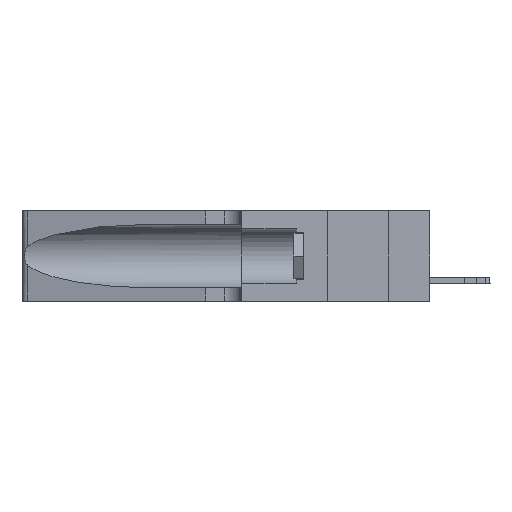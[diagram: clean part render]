
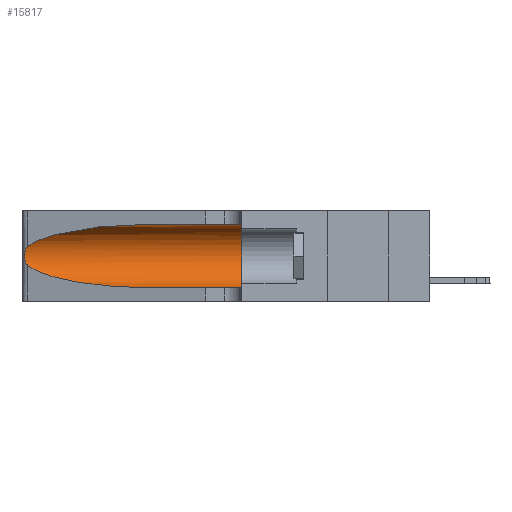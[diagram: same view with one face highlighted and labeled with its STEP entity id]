
A CAD part, left-side view. The second image highlights one B-rep face of the part: STEP entity #15817.
In plain terms, the highlighted cylindrical face has radius 3.308 mm (diameter 6.617 mm), a partial arc.
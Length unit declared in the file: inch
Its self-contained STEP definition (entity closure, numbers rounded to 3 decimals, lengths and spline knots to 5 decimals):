
#52 = LINE ( 'NONE', #5574, #18913 ) ;
#396 = FACE_OUTER_BOUND ( 'NONE', #24590, .T. ) ;
#633 = CARTESIAN_POINT ( 'NONE',  ( 0.1305, 1.61858, 0.185 ) ) ;
#1716 = CARTESIAN_POINT ( 'NONE',  ( 0.26075, 1.23896, 0.178 ) ) ;
#1900 = CARTESIAN_POINT ( 'NONE',  ( 0.25555, 1.22993, 0.14849 ) ) ;
#2834 = CARTESIAN_POINT ( 'NONE',  ( 0.1305, 0.35, 0.05475 ) ) ;
#3153 = EDGE_CURVE ( 'NONE', #8259, #6073, #52, .T. ) ;
#4542 = VECTOR ( 'NONE', #25097, 39.37008 ) ;
#5574 = CARTESIAN_POINT ( 'NONE',  ( 0.1305, 1.61858, 0.31525 ) ) ;
#5676 =( BOUNDED_CURVE ( )  B_SPLINE_CURVE ( 3, ( #15385, #22201, #28454, #8699 ),
 .UNSPECIFIED., .F., .T. ) 
 B_SPLINE_CURVE_WITH_KNOTS ( ( 4, 4 ),
 ( 3.44316, 4.71239 ),
 .UNSPECIFIED. ) 
 CURVE ( )  GEOMETRIC_REPRESENTATION_ITEM ( )  RATIONAL_B_SPLINE_CURVE ( ( 1., 0.87, 0.87, 1. ) ) 
 REPRESENTATION_ITEM ( '' )  );
#6073 = VERTEX_POINT ( 'NONE', #22958 ) ;
#6237 = CARTESIAN_POINT ( 'NONE',  ( 0.25854, 1.2359, 0.20912 ) ) ;
#6792 = EDGE_CURVE ( 'NONE', #28790, #7981, #26359, .T. ) ;
#7315 = CARTESIAN_POINT ( 'NONE',  ( 0.1305, 1.61858, 0.05475 ) ) ;
#7981 = VERTEX_POINT ( 'NONE', #16862 ) ;
#8259 = VERTEX_POINT ( 'NONE', #9672 ) ;
#8699 = CARTESIAN_POINT ( 'NONE',  ( 0.1305, 0.72297, 0.05475 ) ) ;
#8719 = AXIS2_PLACEMENT_3D ( 'NONE', #28399, #17210, #28015 ) ;
#8723 = LINE ( 'NONE', #7315, #4542 ) ;
#9492 = DIRECTION ( 'NONE',  ( 0., 0., -1. ) ) ;
#9647 = CARTESIAN_POINT ( 'NONE',  ( 0.1305, 0.72297, 0.05475 ) ) ;
#9672 = CARTESIAN_POINT ( 'NONE',  ( 0.1305, 0.72297, 0.31525 ) ) ;
#9917 = VERTEX_POINT ( 'NONE', #9647 ) ;
#10046 = DIRECTION ( 'NONE',  ( 0., -1., 0. ) ) ;
#10473 = EDGE_CURVE ( 'NONE', #7981, #9917, #5676, .T. ) ;
#11653 = ORIENTED_EDGE ( 'NONE', *, *, #16041, .F. ) ;
#11941 = EDGE_CURVE ( 'NONE', #8259, #28790, #27244, .T. ) ;
#12421 = DIRECTION ( 'NONE',  ( 0., -1., 0. ) ) ;
#12832 = CARTESIAN_POINT ( 'NONE',  ( 0.25787, 1.23484, 0.2124 ) ) ;
#12957 = CARTESIAN_POINT ( 'NONE',  ( 0.1305, 0.72297, 0.31525 ) ) ;
#13009 = CARTESIAN_POINT ( 'NONE',  ( 0.25789, 1.23486, 0.15765 ) ) ;
#13110 = CARTESIAN_POINT ( 'NONE',  ( 0.25856, 1.23593, 0.16098 ) ) ;
#15385 = CARTESIAN_POINT ( 'NONE',  ( 0.25487, 1.22718, 0.14631 ) ) ;
#15445 = ORIENTED_EDGE ( 'NONE', *, *, #10473, .T. ) ;
#15817 = ADVANCED_FACE ( 'NONE', ( #396 ), #16817, .F. ) ;
#16041 = EDGE_CURVE ( 'NONE', #6073, #22503, #19915, .T. ) ;
#16817 = CYLINDRICAL_SURFACE ( 'NONE', #24188, 0.13025 ) ;
#16862 = CARTESIAN_POINT ( 'NONE',  ( 0.25487, 1.22718, 0.14631 ) ) ;
#17210 = DIRECTION ( 'NONE',  ( 0., 1., 0. ) ) ;
#17336 = CARTESIAN_POINT ( 'NONE',  ( 0.25487, 1.22718, 0.14631 ) ) ;
#18731 = ORIENTED_EDGE ( 'NONE', *, *, #11941, .T. ) ;
#18913 = VECTOR ( 'NONE', #10046, 39.37008 ) ;
#19667 = EDGE_CURVE ( 'NONE', #9917, #22503, #8723, .T. ) ;
#19915 = CIRCLE ( 'NONE', #8719, 0.13025 ) ;
#20065 = CARTESIAN_POINT ( 'NONE',  ( 0.2373, 1.15595, 0.28018 ) ) ;
#22201 = CARTESIAN_POINT ( 'NONE',  ( 0.2373, 1.15595, 0.08982 ) ) ;
#22503 = VERTEX_POINT ( 'NONE', #2834 ) ;
#22534 = ORIENTED_EDGE ( 'NONE', *, *, #19667, .T. ) ;
#22958 = CARTESIAN_POINT ( 'NONE',  ( 0.1305, 0.35, 0.31525 ) ) ;
#23950 = CARTESIAN_POINT ( 'NONE',  ( 0.25555, 1.22994, 0.2215 ) ) ;
#24188 = AXIS2_PLACEMENT_3D ( 'NONE', #633, #12421, #9492 ) ;
#24227 = CARTESIAN_POINT ( 'NONE',  ( 0.26017, 1.23833, 0.17102 ) ) ;
#24271 = CARTESIAN_POINT ( 'NONE',  ( 0.18966, 0.96281, 0.31525 ) ) ;
#24540 = ORIENTED_EDGE ( 'NONE', *, *, #6792, .T. ) ;
#24590 = EDGE_LOOP ( 'NONE', ( #18731, #24540, #15445, #22534, #11653, #26226 ) ) ;
#25097 = DIRECTION ( 'NONE',  ( 0., -1., 0. ) ) ;
#26226 = ORIENTED_EDGE ( 'NONE', *, *, #3153, .F. ) ;
#26359 = B_SPLINE_CURVE_WITH_KNOTS ( 'NONE', 3,
 ( #28325, #23950, #26458, #12832, #6237, #28427, #26366, #1716, #24227, #13110, #13009, #28718, #1900, #17336 ),
 .UNSPECIFIED., .F., .F.,
 ( 4, 2, 2, 2, 2, 2, 4 ),
 ( 0., 0.00027, 0.00053, 0.00107, 0.0016, 0.00187, 0.00214 ),
 .UNSPECIFIED. ) ;
#26366 = CARTESIAN_POINT ( 'NONE',  ( 0.26075, 1.23896, 0.19203 ) ) ;
#26458 = CARTESIAN_POINT ( 'NONE',  ( 0.25639, 1.23184, 0.21858 ) ) ;
#27186 = CARTESIAN_POINT ( 'NONE',  ( 0.25487, 1.22718, 0.22369 ) ) ;
#27244 =( BOUNDED_CURVE ( )  B_SPLINE_CURVE ( 3, ( #12957, #24271, #20065, #28570 ),
 .UNSPECIFIED., .F., .F. ) 
 B_SPLINE_CURVE_WITH_KNOTS ( ( 4, 4 ),
 ( 1.5708, 2.84003 ),
 .UNSPECIFIED. ) 
 CURVE ( )  GEOMETRIC_REPRESENTATION_ITEM ( )  RATIONAL_B_SPLINE_CURVE ( ( 1., 0.87, 0.87, 1. ) ) 
 REPRESENTATION_ITEM ( '' )  );
#28015 = DIRECTION ( 'NONE',  ( 0., 0., 1. ) ) ;
#28325 = CARTESIAN_POINT ( 'NONE',  ( 0.25487, 1.22718, 0.22369 ) ) ;
#28399 = CARTESIAN_POINT ( 'NONE',  ( 0.1305, 0.35, 0.185 ) ) ;
#28427 = CARTESIAN_POINT ( 'NONE',  ( 0.26018, 1.23835, 0.19895 ) ) ;
#28454 = CARTESIAN_POINT ( 'NONE',  ( 0.18966, 0.96281, 0.05475 ) ) ;
#28570 = CARTESIAN_POINT ( 'NONE',  ( 0.25487, 1.22718, 0.22369 ) ) ;
#28718 = CARTESIAN_POINT ( 'NONE',  ( 0.25639, 1.23186, 0.15144 ) ) ;
#28790 = VERTEX_POINT ( 'NONE', #27186 ) ;
